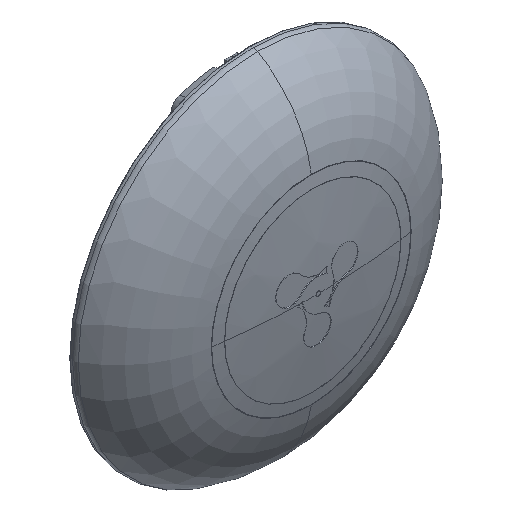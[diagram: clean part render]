
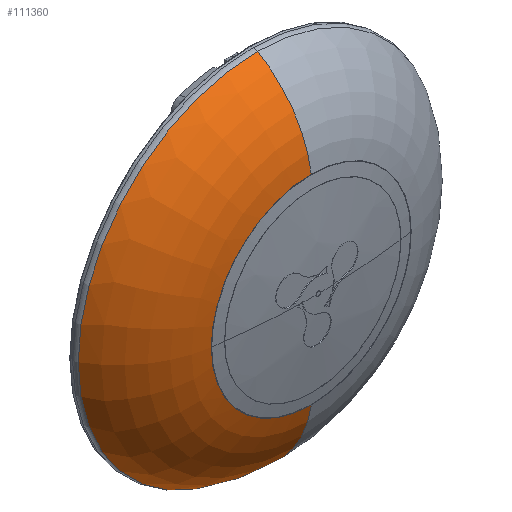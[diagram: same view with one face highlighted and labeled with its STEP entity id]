
A CAD part, isometric view. The second image highlights one B-rep face of the part: STEP entity #111360.
In plain terms, the highlighted toroidal (fillet/blend) face has major radius 53.709 mm and minor radius 70 mm.
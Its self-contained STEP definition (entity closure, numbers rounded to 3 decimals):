
#1356 = EDGE_LOOP ( 'NONE', ( #34003, #33168, #129245, #34795, #56473 ) ) ;
#4240 = EDGE_CURVE ( 'NONE', #85599, #54636, #156706, .T. ) ;
#4772 = TOROIDAL_SURFACE ( 'NONE', #22418, 53.709, 70. ) ;
#10954 = CARTESIAN_POINT ( 'NONE',  ( 0., -45.482, 0. ) ) ;
#13109 = CARTESIAN_POINT ( 'NONE',  ( 0., 23.815, 53.709 ) ) ;
#14915 = DIRECTION ( 'NONE',  ( 0., 0., 1. ) ) ;
#20430 = FACE_OUTER_BOUND ( 'NONE', #1356, .T. ) ;
#22418 = AXIS2_PLACEMENT_3D ( 'NONE', #75309, #76197, #131168 ) ;
#23840 = CARTESIAN_POINT ( 'NONE',  ( 0., -45.482, 0. ) ) ;
#30765 = CIRCLE ( 'NONE', #103871, 114.205 ) ;
#33168 = ORIENTED_EDGE ( 'NONE', *, *, #86164, .T. ) ;
#34003 = ORIENTED_EDGE ( 'NONE', *, *, #154904, .F. ) ;
#34795 = ORIENTED_EDGE ( 'NONE', *, *, #4240, .T. ) ;
#36668 = AXIS2_PLACEMENT_3D ( 'NONE', #10954, #150956, #138126 ) ;
#40204 = DIRECTION ( 'NONE',  ( 0., 0., 1. ) ) ;
#42031 = AXIS2_PLACEMENT_3D ( 'NONE', #23840, #110717, #67680 ) ;
#54636 = VERTEX_POINT ( 'NONE', #149574 ) ;
#56473 = ORIENTED_EDGE ( 'NONE', *, *, #151609, .T. ) ;
#63468 = AXIS2_PLACEMENT_3D ( 'NONE', #94808, #113965, #155142 ) ;
#67680 = DIRECTION ( 'NONE',  ( 0., 0., 1. ) ) ;
#68146 = VERTEX_POINT ( 'NONE', #115464 ) ;
#68308 = VERTEX_POINT ( 'NONE', #90660 ) ;
#68331 = EDGE_CURVE ( 'NONE', #103491, #85599, #164688, .T. ) ;
#75043 = CIRCLE ( 'NONE', #36668, 63.603 ) ;
#75309 = CARTESIAN_POINT ( 'NONE',  ( 0., 23.815, 0. ) ) ;
#76197 = DIRECTION ( 'NONE',  ( 0., 1., 0. ) ) ;
#82608 = DIRECTION ( 'NONE',  ( -1., 0., 0. ) ) ;
#85599 = VERTEX_POINT ( 'NONE', #110516 ) ;
#86164 = EDGE_CURVE ( 'NONE', #68146, #103491, #75043, .T. ) ;
#90660 = CARTESIAN_POINT ( 'NONE',  ( 0., -11.403, -114.205 ) ) ;
#94808 = CARTESIAN_POINT ( 'NONE',  ( 0., 23.815, -53.709 ) ) ;
#103491 = VERTEX_POINT ( 'NONE', #128983 ) ;
#103871 = AXIS2_PLACEMENT_3D ( 'NONE', #179311, #165569, #40204 ) ;
#107028 = AXIS2_PLACEMENT_3D ( 'NONE', #13109, #82608, #14915 ) ;
#110516 = CARTESIAN_POINT ( 'NONE',  ( 0., -45.482, 63.603 ) ) ;
#110717 = DIRECTION ( 'NONE',  ( 0., 1., 0. ) ) ;
#111360 = ADVANCED_FACE ( 'NONE', ( #20430 ), #4772, .T. ) ;
#113965 = DIRECTION ( 'NONE',  ( 1., 0., 0. ) ) ;
#115464 = CARTESIAN_POINT ( 'NONE',  ( 0., -45.482, -63.603 ) ) ;
#128983 = CARTESIAN_POINT ( 'NONE',  ( -63.603, -45.482, 0. ) ) ;
#129245 = ORIENTED_EDGE ( 'NONE', *, *, #68331, .T. ) ;
#130674 = CIRCLE ( 'NONE', #63468, 70. ) ;
#131168 = DIRECTION ( 'NONE',  ( 0., 0., 1. ) ) ;
#138126 = DIRECTION ( 'NONE',  ( 0., 0., 1. ) ) ;
#149574 = CARTESIAN_POINT ( 'NONE',  ( 0., -11.403, 114.205 ) ) ;
#150956 = DIRECTION ( 'NONE',  ( 0., 1., 0. ) ) ;
#151609 = EDGE_CURVE ( 'NONE', #54636, #68308, #30765, .T. ) ;
#154904 = EDGE_CURVE ( 'NONE', #68146, #68308, #130674, .T. ) ;
#155142 = DIRECTION ( 'NONE',  ( 0., 0., -1. ) ) ;
#156706 = CIRCLE ( 'NONE', #107028, 70. ) ;
#164688 = CIRCLE ( 'NONE', #42031, 63.603 ) ;
#165569 = DIRECTION ( 'NONE',  ( 0., -1., 0. ) ) ;
#179311 = CARTESIAN_POINT ( 'NONE',  ( 0., -11.403, 0. ) ) ;
